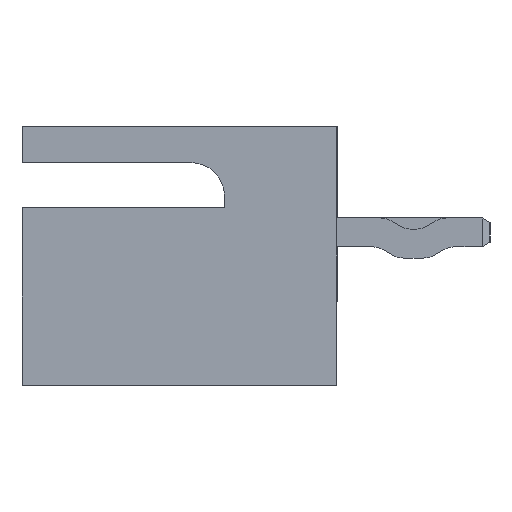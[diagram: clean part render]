
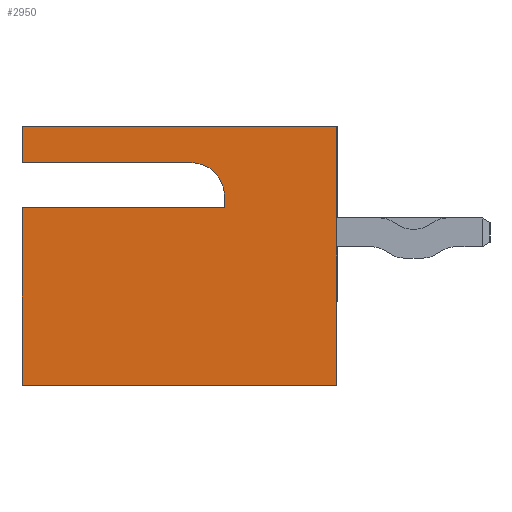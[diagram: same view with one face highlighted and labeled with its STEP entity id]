
A CAD part, left-side view. The second image highlights one B-rep face of the part: STEP entity #2950.
In plain terms, the highlighted planar face has unit normal (-1, 0, 0).
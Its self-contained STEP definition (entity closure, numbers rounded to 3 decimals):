
#49 = VECTOR ( 'NONE', #6866, 1000. ) ;
#90 = CARTESIAN_POINT ( 'NONE',  ( -11.2, 7., 2.35 ) ) ;
#232 = LINE ( 'NONE', #6358, #8540 ) ;
#321 = VERTEX_POINT ( 'NONE', #6100 ) ;
#442 = VERTEX_POINT ( 'NONE', #9337 ) ;
#703 = EDGE_CURVE ( 'NONE', #6874, #321, #5436, .T. ) ;
#742 = DIRECTION ( 'NONE',  ( 1., 0., 0. ) ) ;
#885 = ORIENTED_EDGE ( 'NONE', *, *, #7642, .T. ) ;
#947 = VERTEX_POINT ( 'NONE', #6963 ) ;
#1101 = VECTOR ( 'NONE', #2791, 1000. ) ;
#1287 = EDGE_CURVE ( 'NONE', #6183, #1771, #5593, .T. ) ;
#1338 = DIRECTION ( 'NONE',  ( 0., -1., 0. ) ) ;
#1536 = CARTESIAN_POINT ( 'NONE',  ( -11.2, 2.5, 0.8 ) ) ;
#1680 = ORIENTED_EDGE ( 'NONE', *, *, #6853, .T. ) ;
#1771 = VERTEX_POINT ( 'NONE', #5092 ) ;
#2006 = CARTESIAN_POINT ( 'NONE',  ( -11.2, 0., 2.35 ) ) ;
#2691 = FACE_OUTER_BOUND ( 'NONE', #7474, .T. ) ;
#2748 = ORIENTED_EDGE ( 'NONE', *, *, #4496, .T. ) ;
#2791 = DIRECTION ( 'NONE',  ( 0., 0., 1. ) ) ;
#2942 = LINE ( 'NONE', #7747, #4799 ) ;
#2950 = ADVANCED_FACE ( 'NONE', ( #2691 ), #8329, .F. ) ;
#3416 = DIRECTION ( 'NONE',  ( 0., 0., -1. ) ) ;
#3445 = DIRECTION ( 'NONE',  ( 1., 0., 0. ) ) ;
#3486 = CARTESIAN_POINT ( 'NONE',  ( -11.2, 3.25, 0.8 ) ) ;
#3578 = ORIENTED_EDGE ( 'NONE', *, *, #3758, .T. ) ;
#3690 = CARTESIAN_POINT ( 'NONE',  ( -11.2, 2.5, 0.55 ) ) ;
#3758 = EDGE_CURVE ( 'NONE', #6183, #8815, #9937, .T. ) ;
#3791 = AXIS2_PLACEMENT_3D ( 'NONE', #3486, #3445, #3416 ) ;
#3992 = LINE ( 'NONE', #5394, #8042 ) ;
#4177 = AXIS2_PLACEMENT_3D ( 'NONE', #7966, #742, #8190 ) ;
#4189 = VECTOR ( 'NONE', #5905, 1000. ) ;
#4496 = EDGE_CURVE ( 'NONE', #442, #7111, #6423, .T. ) ;
#4741 = ORIENTED_EDGE ( 'NONE', *, *, #703, .F. ) ;
#4799 = VECTOR ( 'NONE', #1338, 1000. ) ;
#4975 = CARTESIAN_POINT ( 'NONE',  ( -11.2, 7., 2.35 ) ) ;
#5062 = ORIENTED_EDGE ( 'NONE', *, *, #1287, .F. ) ;
#5092 = CARTESIAN_POINT ( 'NONE',  ( -11.2, 7., 0.55 ) ) ;
#5315 = LINE ( 'NONE', #3690, #9570 ) ;
#5326 = CARTESIAN_POINT ( 'NONE',  ( -11.2, 7., 2.35 ) ) ;
#5394 = CARTESIAN_POINT ( 'NONE',  ( -11.2, 7., 0.55 ) ) ;
#5436 = LINE ( 'NONE', #4975, #49 ) ;
#5593 = LINE ( 'NONE', #90, #4189 ) ;
#5905 = DIRECTION ( 'NONE',  ( 0., 0., 1. ) ) ;
#6100 = CARTESIAN_POINT ( 'NONE',  ( -11.2, 0., 2.35 ) ) ;
#6183 = VERTEX_POINT ( 'NONE', #9506 ) ;
#6217 = ORIENTED_EDGE ( 'NONE', *, *, #8404, .F. ) ;
#6358 = CARTESIAN_POINT ( 'NONE',  ( -11.2, 7., 2.35 ) ) ;
#6423 = CIRCLE ( 'NONE', #3791, 0.75 ) ;
#6762 = EDGE_CURVE ( 'NONE', #8815, #321, #7515, .T. ) ;
#6846 = CARTESIAN_POINT ( 'NONE',  ( -11.2, 2.5, 0.55 ) ) ;
#6853 = EDGE_CURVE ( 'NONE', #7111, #7504, #5315, .T. ) ;
#6866 = DIRECTION ( 'NONE',  ( 0., -1., 0. ) ) ;
#6874 = VERTEX_POINT ( 'NONE', #5326 ) ;
#6925 = EDGE_CURVE ( 'NONE', #947, #442, #2942, .T. ) ;
#6963 = CARTESIAN_POINT ( 'NONE',  ( -11.2, 7., 1.55 ) ) ;
#6994 = ORIENTED_EDGE ( 'NONE', *, *, #6762, .T. ) ;
#7054 = DIRECTION ( 'NONE',  ( 0., 1., 0. ) ) ;
#7111 = VERTEX_POINT ( 'NONE', #1536 ) ;
#7176 = DIRECTION ( 'NONE',  ( 0., 0., 1. ) ) ;
#7474 = EDGE_LOOP ( 'NONE', ( #1680, #885, #5062, #3578, #6994, #4741, #6217, #7759, #2748 ) ) ;
#7504 = VERTEX_POINT ( 'NONE', #6846 ) ;
#7515 = LINE ( 'NONE', #2006, #1101 ) ;
#7642 = EDGE_CURVE ( 'NONE', #7504, #1771, #3992, .T. ) ;
#7696 = DIRECTION ( 'NONE',  ( 0., -1., 0. ) ) ;
#7747 = CARTESIAN_POINT ( 'NONE',  ( -11.2, 7., 1.55 ) ) ;
#7759 = ORIENTED_EDGE ( 'NONE', *, *, #6925, .T. ) ;
#7810 = VECTOR ( 'NONE', #7696, 1000. ) ;
#7966 = CARTESIAN_POINT ( 'NONE',  ( -11.2, 7., 2.35 ) ) ;
#8042 = VECTOR ( 'NONE', #7054, 1000. ) ;
#8162 = CARTESIAN_POINT ( 'NONE',  ( -11.2, 7., -3.4 ) ) ;
#8190 = DIRECTION ( 'NONE',  ( 0., 0., -1. ) ) ;
#8329 = PLANE ( 'NONE',  #4177 ) ;
#8404 = EDGE_CURVE ( 'NONE', #947, #6874, #232, .T. ) ;
#8532 = CARTESIAN_POINT ( 'NONE',  ( -11.2, 0., -3.4 ) ) ;
#8540 = VECTOR ( 'NONE', #7176, 1000. ) ;
#8815 = VERTEX_POINT ( 'NONE', #8532 ) ;
#9325 = DIRECTION ( 'NONE',  ( 0., 0., -1. ) ) ;
#9337 = CARTESIAN_POINT ( 'NONE',  ( -11.2, 3.25, 1.55 ) ) ;
#9506 = CARTESIAN_POINT ( 'NONE',  ( -11.2, 7., -3.4 ) ) ;
#9570 = VECTOR ( 'NONE', #9325, 1000. ) ;
#9937 = LINE ( 'NONE', #8162, #7810 ) ;
